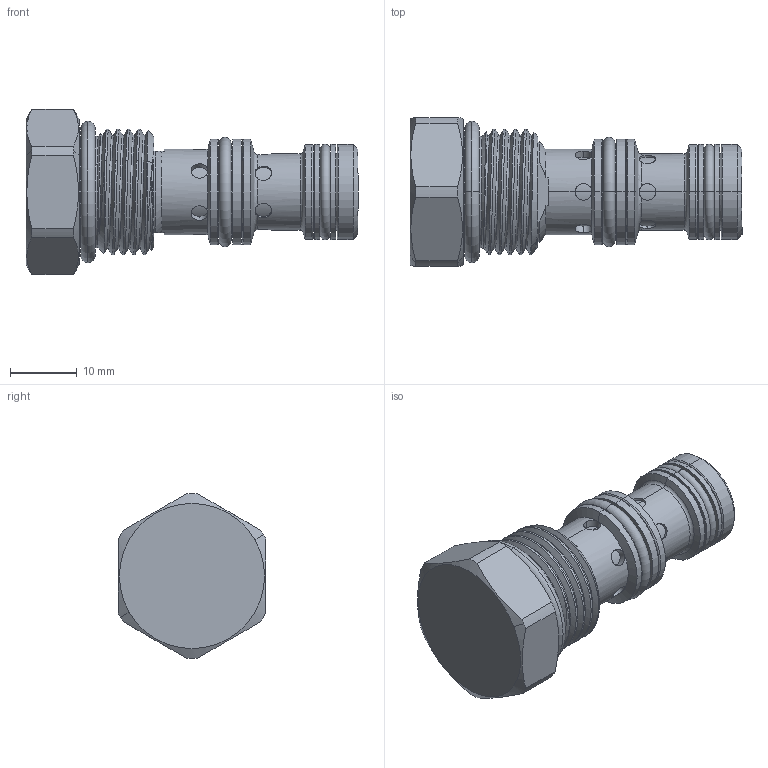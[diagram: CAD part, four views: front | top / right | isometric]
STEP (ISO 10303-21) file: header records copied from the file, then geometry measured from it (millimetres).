
FILE_DESCRIPTION (( 'STEP AP214' ), '1' );
FILE_NAME ('CO08W30(3A)-N.STEP', '2016-04-15T03:39:15', ( '' ), ( '' ), 'SwSTEP 2.0', 'SolidWorks 2012', '' );
FILE_SCHEMA (( 'AUTOMOTIVE_DESIGN' ));
Length unit declared in the file: millimetre
Products named in the file (1): CO08W30(3A)-N
Bounding box: 49.86 x 22.22 x 24.79 mm (x, y, z)
Volume: 10544.7 mm3; surface area: 5388.5 mm2
Topology: 4 solids, 4 shells, 182 faces, 435 edges, 269 vertices
Faces by surface type: cylinder 92, torus 35, plane 28, cone 23, bspline 4
Entity records: 7841 total; most frequent: CARTESIAN_POINT 3706, ORIENTED_EDGE 858, DIRECTION 858, EDGE_CURVE 429, AXIS2_PLACEMENT_3D 371, VERTEX_POINT 265, EDGE_LOOP 196, CIRCLE 192
